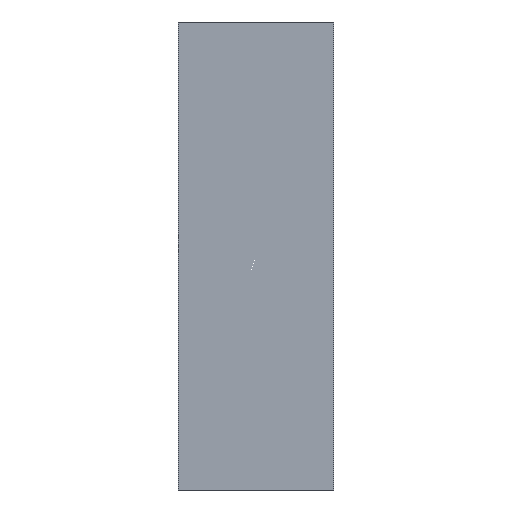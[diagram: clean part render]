
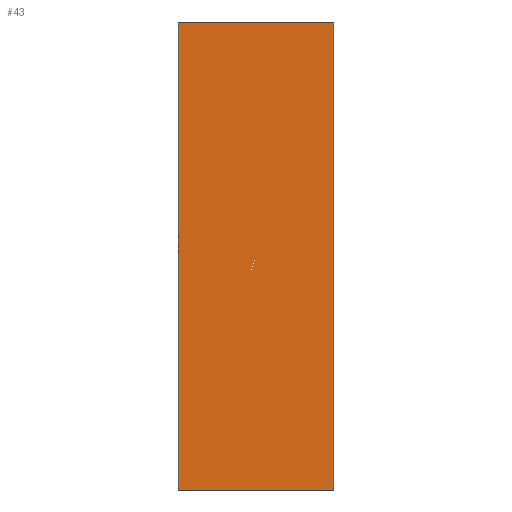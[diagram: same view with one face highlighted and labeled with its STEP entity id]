
A CAD part, front view. The second image highlights one B-rep face of the part: STEP entity #43.
In plain terms, the highlighted planar face has unit normal (0, -1, 0).
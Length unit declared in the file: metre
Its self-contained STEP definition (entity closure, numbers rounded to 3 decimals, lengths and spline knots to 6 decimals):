
#20=ORIENTED_EDGE('',*,*,#24,.T.);
#21=ORIENTED_EDGE('',*,*,#25,.T.);
#22=ORIENTED_EDGE('',*,*,#26,.T.);
#23=ORIENTED_EDGE('',*,*,#27,.T.);
#24=EDGE_CURVE('',#28,#29,#32,.F.);
#25=EDGE_CURVE('',#29,#30,#33,.F.);
#26=EDGE_CURVE('',#30,#31,#34,.T.);
#27=EDGE_CURVE('',#31,#28,#35,.T.);
#28=VERTEX_POINT('',#69);
#29=VERTEX_POINT('',#70);
#30=VERTEX_POINT('',#72);
#31=VERTEX_POINT('',#74);
#32=LINE('',#68,#36);
#33=LINE('',#71,#37);
#34=LINE('',#73,#38);
#35=LINE('',#75,#39);
#36=VECTOR('',#62,1.);
#37=VECTOR('',#63,1.);
#38=VECTOR('',#64,1.);
#39=VECTOR('',#65,1.);
#40=EDGE_LOOP('',(#20,#21,#22,#23));
#41=FACE_BOUND('',#40,.T.);
#42=PLANE('',#57);
#43=ADVANCED_FACE('',(#41),#42,.F.);
#57=AXIS2_PLACEMENT_3D('',#67,#60,#61);
#60=DIRECTION('',(0.,1.,0.));
#61=DIRECTION('',(0.,0.,1.));
#62=DIRECTION('',(0.,0.,-1.));
#63=DIRECTION('',(1.,0.,0.));
#64=DIRECTION('',(0.,0.,-1.));
#65=DIRECTION('',(1.,0.,0.));
#67=CARTESIAN_POINT('',(-0.141113,-0.0001,-0.046392));
#68=CARTESIAN_POINT('',(-0.138613,-0.0001,-0.038892));
#69=CARTESIAN_POINT('',(-0.138613,-0.0001,-0.053892));
#70=CARTESIAN_POINT('',(-0.138613,-0.0001,-0.023892));
#71=CARTESIAN_POINT('',(-0.143613,-0.0001,-0.023892));
#72=CARTESIAN_POINT('',(-0.148613,-0.0001,-0.023892));
#73=CARTESIAN_POINT('',(-0.148613,-0.0001,-0.038892));
#74=CARTESIAN_POINT('',(-0.148613,-0.0001,-0.053892));
#75=CARTESIAN_POINT('',(-0.143613,-0.0001,-0.053892));
